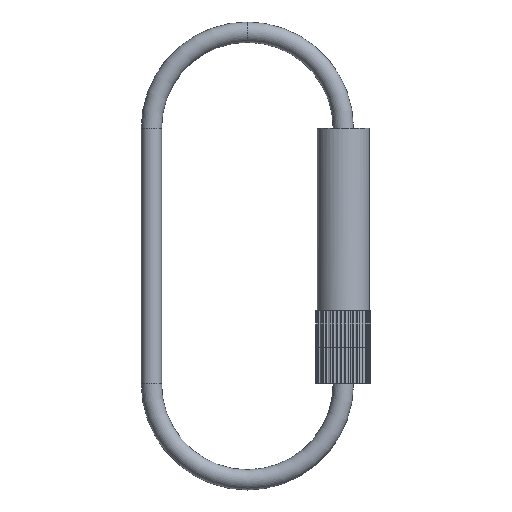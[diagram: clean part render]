
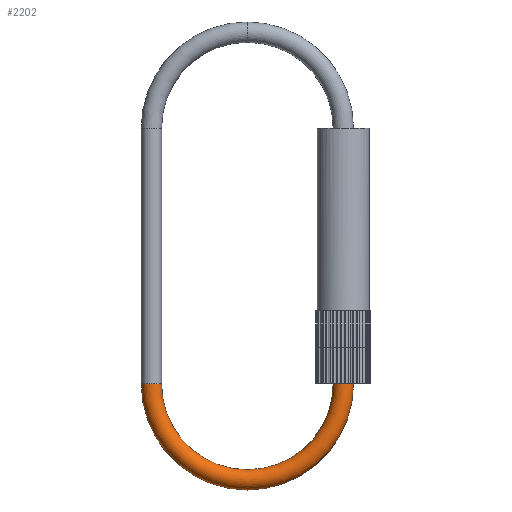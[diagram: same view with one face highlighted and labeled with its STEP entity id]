
A CAD part, front view. The second image highlights one B-rep face of the part: STEP entity #2202.
In plain terms, the highlighted toroidal (fillet/blend) face has major radius 23.625 mm and minor radius 2.5 mm.
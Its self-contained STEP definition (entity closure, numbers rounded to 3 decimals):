
#313 = AXIS2_PLACEMENT_3D ( 'NONE', #1711, #4494, #3748 ) ;
#348 = CARTESIAN_POINT ( 'NONE',  ( -23.625, 0., -9. ) ) ;
#513 = EDGE_CURVE ( 'NONE', #1034, #5369, #1354, .T. ) ;
#845 = AXIS2_PLACEMENT_3D ( 'NONE', #1411, #5445, #6179 ) ;
#981 = ORIENTED_EDGE ( 'NONE', *, *, #7801, .T. ) ;
#1034 = VERTEX_POINT ( 'NONE', #7054 ) ;
#1354 = CIRCLE ( 'NONE', #845, 2.5 ) ;
#1411 = CARTESIAN_POINT ( 'NONE',  ( 0., 0., -9. ) ) ;
#1711 = CARTESIAN_POINT ( 'NONE',  ( -23.625, 0., -9. ) ) ;
#1772 = DIRECTION ( 'NONE',  ( 0., 0., 1. ) ) ;
#1997 = CARTESIAN_POINT ( 'NONE',  ( -44.75, 0., -9. ) ) ;
#2107 = AXIS2_PLACEMENT_3D ( 'NONE', #348, #3011, #7802 ) ;
#2113 = VERTEX_POINT ( 'NONE', #1997 ) ;
#2202 = ADVANCED_FACE ( 'NONE', ( #8659 ), #6742, .T. ) ;
#2588 = ORIENTED_EDGE ( 'NONE', *, *, #6770, .F. ) ;
#3011 = DIRECTION ( 'NONE',  ( 0., 1., 0. ) ) ;
#3442 = DIRECTION ( 'NONE',  ( 0., 0., 1. ) ) ;
#3506 = CARTESIAN_POINT ( 'NONE',  ( -49.75, 0., -9. ) ) ;
#3660 = EDGE_CURVE ( 'NONE', #1034, #7935, #8112, .T. ) ;
#3748 = DIRECTION ( 'NONE',  ( 0., 0., 1. ) ) ;
#3838 = CARTESIAN_POINT ( 'NONE',  ( -23.625, 0., -9. ) ) ;
#3888 = CIRCLE ( 'NONE', #7730, 2.5 ) ;
#3913 = ORIENTED_EDGE ( 'NONE', *, *, #513, .T. ) ;
#4494 = DIRECTION ( 'NONE',  ( 0., 1., 0. ) ) ;
#4771 = CARTESIAN_POINT ( 'NONE',  ( -47.25, 0., -9. ) ) ;
#4834 = DIRECTION ( 'NONE',  ( 1., 0., 0. ) ) ;
#5369 = VERTEX_POINT ( 'NONE', #8625 ) ;
#5445 = DIRECTION ( 'NONE',  ( 0., 0., -1. ) ) ;
#6179 = DIRECTION ( 'NONE',  ( -1., 0., 0. ) ) ;
#6700 = AXIS2_PLACEMENT_3D ( 'NONE', #3838, #7298, #1772 ) ;
#6742 = TOROIDAL_SURFACE ( 'NONE', #2107, 23.625, 2.5 ) ;
#6770 = EDGE_CURVE ( 'NONE', #7935, #2113, #3888, .T. ) ;
#7054 = CARTESIAN_POINT ( 'NONE',  ( 2.5, 0., -9. ) ) ;
#7298 = DIRECTION ( 'NONE',  ( 0., 1., 0. ) ) ;
#7391 = ORIENTED_EDGE ( 'NONE', *, *, #3660, .F. ) ;
#7500 = EDGE_LOOP ( 'NONE', ( #7391, #3913, #981, #2588 ) ) ;
#7730 = AXIS2_PLACEMENT_3D ( 'NONE', #4771, #3442, #4834 ) ;
#7801 = EDGE_CURVE ( 'NONE', #5369, #2113, #8033, .T. ) ;
#7802 = DIRECTION ( 'NONE',  ( 0., 0., 1. ) ) ;
#7935 = VERTEX_POINT ( 'NONE', #3506 ) ;
#8033 = CIRCLE ( 'NONE', #6700, 21.125 ) ;
#8112 = CIRCLE ( 'NONE', #313, 26.125 ) ;
#8625 = CARTESIAN_POINT ( 'NONE',  ( -2.5, 0., -9. ) ) ;
#8659 = FACE_OUTER_BOUND ( 'NONE', #7500, .T. ) ;
